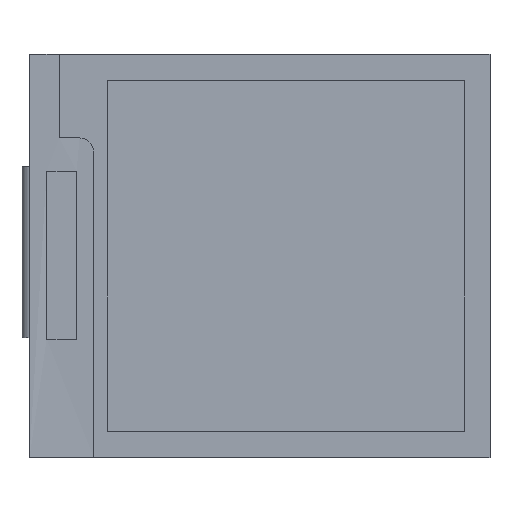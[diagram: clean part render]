
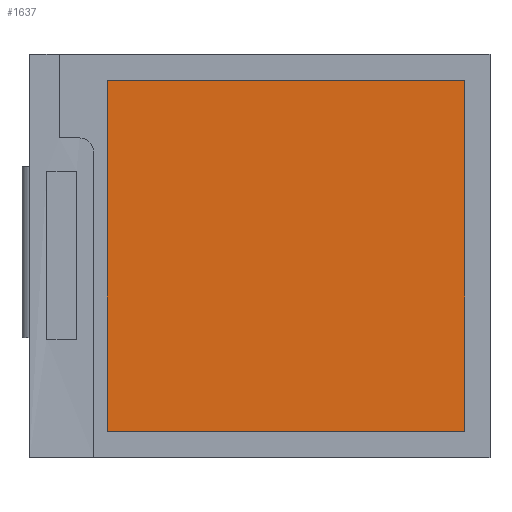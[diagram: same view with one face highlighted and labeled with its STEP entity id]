
A CAD part, top view. The second image highlights one B-rep face of the part: STEP entity #1637.
In plain terms, the highlighted planar face has unit normal (0, 0, 1).
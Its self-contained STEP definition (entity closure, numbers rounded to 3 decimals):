
#112=FACE_OUTER_BOUND('',#221,.T.);
#221=EDGE_LOOP('',(#1300,#1301,#1302,#1303));
#393=LINE('',#2477,#592);
#394=LINE('',#2479,#593);
#395=LINE('',#2481,#594);
#396=LINE('',#2482,#595);
#592=VECTOR('',#2049,1000.);
#593=VECTOR('',#2050,1000.);
#594=VECTOR('',#2051,1000.);
#595=VECTOR('',#2052,1000.);
#758=VERTEX_POINT('',#2475);
#759=VERTEX_POINT('',#2476);
#760=VERTEX_POINT('',#2478);
#761=VERTEX_POINT('',#2480);
#945=EDGE_CURVE('',#758,#759,#393,.T.);
#946=EDGE_CURVE('',#760,#758,#394,.T.);
#947=EDGE_CURVE('',#761,#760,#395,.T.);
#948=EDGE_CURVE('',#759,#761,#396,.T.);
#1300=ORIENTED_EDGE('',*,*,#945,.F.);
#1301=ORIENTED_EDGE('',*,*,#946,.F.);
#1302=ORIENTED_EDGE('',*,*,#947,.F.);
#1303=ORIENTED_EDGE('',*,*,#948,.F.);
#1467=PLANE('',#1741);
#1637=ADVANCED_FACE('',(#112),#1467,.F.);
#1741=AXIS2_PLACEMENT_3D('',#2474,#2047,#2048);
#2047=DIRECTION('center_axis',(0.,0.,-1.));
#2048=DIRECTION('ref_axis',(-1.,0.,0.));
#2049=DIRECTION('',(0.,1.,0.));
#2050=DIRECTION('',(-1.,0.,0.));
#2051=DIRECTION('',(0.,-1.,0.));
#2052=DIRECTION('',(1.,0.,0.));
#2474=CARTESIAN_POINT('Origin',(0.,0.,1.013));
#2475=CARTESIAN_POINT('',(-12.014,-13.805,1.013));
#2476=CARTESIAN_POINT('',(-12.014,13.805,1.013));
#2477=CARTESIAN_POINT('',(-12.014,-13.805,1.013));
#2478=CARTESIAN_POINT('',(16.154,-13.805,1.013));
#2479=CARTESIAN_POINT('',(16.154,-13.805,1.013));
#2480=CARTESIAN_POINT('',(16.154,13.805,1.013));
#2481=CARTESIAN_POINT('',(16.154,13.805,1.013));
#2482=CARTESIAN_POINT('',(-12.014,13.805,1.013));
